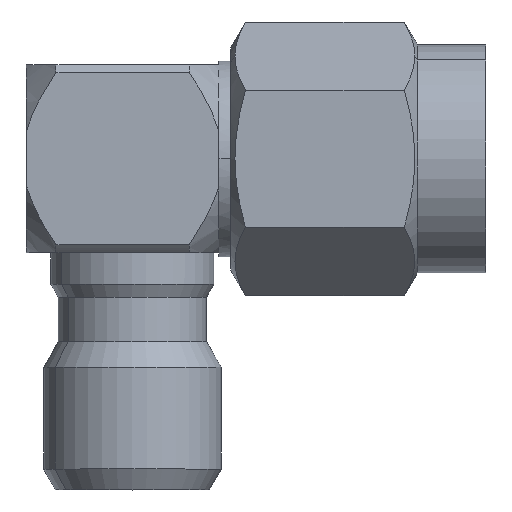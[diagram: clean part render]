
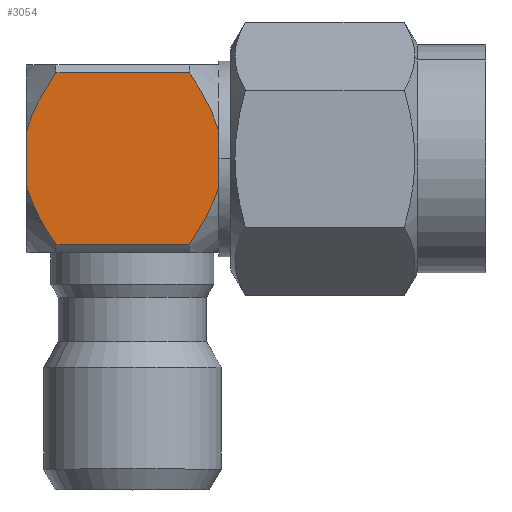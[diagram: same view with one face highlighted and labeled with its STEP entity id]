
A CAD part, top view. The second image highlights one B-rep face of the part: STEP entity #3054.
In plain terms, the highlighted face is planar.
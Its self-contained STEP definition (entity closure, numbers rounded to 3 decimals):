
#32 = CARTESIAN_POINT ( 'NONE',  ( 3.17, 2.905, -1. ) ) ;
#70 = CARTESIAN_POINT ( 'NONE',  ( 3.17, -2.28, -5.906 ) ) ;
#139 = CARTESIAN_POINT ( 'NONE',  ( 3.17, 3.3, 0. ) ) ;
#158 = CARTESIAN_POINT ( 'NONE',  ( 3.17, 2.905, -5.5 ) ) ;
#206 = DIRECTION ( 'NONE',  ( 1., 0., 0. ) ) ;
#223 = VERTEX_POINT ( 'NONE', #32 ) ;
#275 = AXIS2_PLACEMENT_3D ( 'NONE', #3474, #206, #1299 ) ;
#354 = CARTESIAN_POINT ( 'NONE',  ( 3.17, 2.905, -1. ) ) ;
#450 = CARTESIAN_POINT ( 'NONE',  ( 3.17, -2.905, -3.58 ) ) ;
#506 = EDGE_CURVE ( 'NONE', #3849, #2129, #1579, .T. ) ;
#599 = VECTOR ( 'NONE', #4604, 1000. ) ;
#604 = LINE ( 'NONE', #139, #1455 ) ;
#660 = EDGE_CURVE ( 'NONE', #2593, #1357, #1300, .T. ) ;
#707 = VERTEX_POINT ( 'NONE', #4386 ) ;
#711 = CARTESIAN_POINT ( 'NONE',  ( 3.17, -1.097, -0.05 ) ) ;
#727 = EDGE_CURVE ( 'NONE', #223, #707, #3086, .T. ) ;
#731 = CARTESIAN_POINT ( 'NONE',  ( 3.17, 2.597, -0.792 ) ) ;
#743 = DIRECTION ( 'NONE',  ( 0., 1., 0. ) ) ;
#836 = CARTESIAN_POINT ( 'NONE',  ( 3.17, 2.28, -0.594 ) ) ;
#1148 = EDGE_CURVE ( 'NONE', #3391, #1949, #3395, .T. ) ;
#1193 = ORIENTED_EDGE ( 'NONE', *, *, #506, .T. ) ;
#1264 = EDGE_CURVE ( 'NONE', #707, #3849, #604, .T. ) ;
#1299 = DIRECTION ( 'NONE',  ( 0., 0., -1. ) ) ;
#1300 = B_SPLINE_CURVE_WITH_KNOTS ( 'NONE', 3,
 ( #1834, #4372, #3668, #4359, #2943, #4032, #2500, #2175 ),
 .UNSPECIFIED., .F., .F.,
 ( 4, 2, 2, 4 ),
 ( 0.009, 0.01, 0.011, 0.012 ),
 .UNSPECIFIED. ) ;
#1357 = VERTEX_POINT ( 'NONE', #158 ) ;
#1455 = VECTOR ( 'NONE', #2256, 1000. ) ;
#1522 = CARTESIAN_POINT ( 'NONE',  ( 3.17, 3.17, -6.5 ) ) ;
#1579 = B_SPLINE_CURVE_WITH_KNOTS ( 'NONE', 3,
 ( #4280, #711, #4651, #3174, #4665, #3561, #2853, #2480 ),
 .UNSPECIFIED., .F., .F.,
 ( 4, 2, 2, 4 ),
 ( 0.009, 0.01, 0.011, 0.012 ),
 .UNSPECIFIED. ) ;
#1643 = CARTESIAN_POINT ( 'NONE',  ( 3.17, -2.905, -5.5 ) ) ;
#1649 = PLANE ( 'NONE',  #275 ) ;
#1834 = CARTESIAN_POINT ( 'NONE',  ( 3.17, 0.917, -6.5 ) ) ;
#1865 = CARTESIAN_POINT ( 'NONE',  ( 3.17, -2.597, -5.708 ) ) ;
#1949 = VERTEX_POINT ( 'NONE', #2118 ) ;
#2086 = ORIENTED_EDGE ( 'NONE', *, *, #3692, .T. ) ;
#2091 = ORIENTED_EDGE ( 'NONE', *, *, #660, .T. ) ;
#2106 = CARTESIAN_POINT ( 'NONE',  ( 3.17, -2.905, -1. ) ) ;
#2118 = CARTESIAN_POINT ( 'NONE',  ( 3.17, -0.917, -6.5 ) ) ;
#2129 = VERTEX_POINT ( 'NONE', #2106 ) ;
#2175 = CARTESIAN_POINT ( 'NONE',  ( 3.17, 2.905, -5.5 ) ) ;
#2230 = CARTESIAN_POINT ( 'NONE',  ( 3.17, -1.278, -6.4 ) ) ;
#2256 = DIRECTION ( 'NONE',  ( 0., -1., 0. ) ) ;
#2384 = LINE ( 'NONE', #2471, #599 ) ;
#2437 = EDGE_CURVE ( 'NONE', #2129, #3391, #4503, .T. ) ;
#2471 = CARTESIAN_POINT ( 'NONE',  ( 3.17, 2.905, -3.58 ) ) ;
#2480 = CARTESIAN_POINT ( 'NONE',  ( 3.17, -2.905, -1. ) ) ;
#2500 = CARTESIAN_POINT ( 'NONE',  ( 3.17, 2.598, -5.708 ) ) ;
#2581 = CARTESIAN_POINT ( 'NONE',  ( 3.17, -0.917, -6.5 ) ) ;
#2583 = DIRECTION ( 'NONE',  ( 0., 0., -1. ) ) ;
#2593 = VERTEX_POINT ( 'NONE', #2805 ) ;
#2617 = CARTESIAN_POINT ( 'NONE',  ( 3.17, 1.619, -0.248 ) ) ;
#2646 = CARTESIAN_POINT ( 'NONE',  ( 3.17, 1.278, -0.1 ) ) ;
#2805 = CARTESIAN_POINT ( 'NONE',  ( 3.17, 0.917, -6.5 ) ) ;
#2853 = CARTESIAN_POINT ( 'NONE',  ( 3.17, -2.598, -0.792 ) ) ;
#2918 = VECTOR ( 'NONE', #743, 1000. ) ;
#2943 = CARTESIAN_POINT ( 'NONE',  ( 3.17, 1.79, -6.162 ) ) ;
#3054 = ADVANCED_FACE ( 'NONE', ( #3319 ), #1649, .T. ) ;
#3086 = B_SPLINE_CURVE_WITH_KNOTS ( 'NONE', 3,
 ( #354, #731, #836, #2617, #2646, #4430 ),
 .UNSPECIFIED., .F., .F.,
 ( 4, 2, 4 ),
 ( 0.005, 0.006, 0.008 ),
 .UNSPECIFIED. ) ;
#3174 = CARTESIAN_POINT ( 'NONE',  ( 3.17, -1.622, -0.257 ) ) ;
#3319 = FACE_OUTER_BOUND ( 'NONE', #4541, .T. ) ;
#3391 = VERTEX_POINT ( 'NONE', #1643 ) ;
#3395 = B_SPLINE_CURVE_WITH_KNOTS ( 'NONE', 3,
 ( #3573, #1865, #70, #3992, #2230, #2581 ),
 .UNSPECIFIED., .F., .F.,
 ( 4, 2, 4 ),
 ( 0.005, 0.006, 0.008 ),
 .UNSPECIFIED. ) ;
#3461 = ORIENTED_EDGE ( 'NONE', *, *, #4356, .T. ) ;
#3474 = CARTESIAN_POINT ( 'NONE',  ( 3.17, 3.17, -6.5 ) ) ;
#3479 = CARTESIAN_POINT ( 'NONE',  ( 3.17, -0.917, 0. ) ) ;
#3561 = CARTESIAN_POINT ( 'NONE',  ( 3.17, -2.283, -0.597 ) ) ;
#3573 = CARTESIAN_POINT ( 'NONE',  ( 3.17, -2.905, -5.5 ) ) ;
#3633 = ORIENTED_EDGE ( 'NONE', *, *, #1264, .T. ) ;
#3637 = ORIENTED_EDGE ( 'NONE', *, *, #727, .T. ) ;
#3668 = CARTESIAN_POINT ( 'NONE',  ( 3.17, 1.275, -6.387 ) ) ;
#3692 = EDGE_CURVE ( 'NONE', #1357, #223, #2384, .T. ) ;
#3771 = ORIENTED_EDGE ( 'NONE', *, *, #1148, .T. ) ;
#3801 = ORIENTED_EDGE ( 'NONE', *, *, #2437, .T. ) ;
#3849 = VERTEX_POINT ( 'NONE', #3479 ) ;
#3992 = CARTESIAN_POINT ( 'NONE',  ( 3.17, -1.619, -6.252 ) ) ;
#3993 = LINE ( 'NONE', #1522, #2918 ) ;
#4032 = CARTESIAN_POINT ( 'NONE',  ( 3.17, 2.283, -5.903 ) ) ;
#4280 = CARTESIAN_POINT ( 'NONE',  ( 3.17, -0.917, 0. ) ) ;
#4349 = VECTOR ( 'NONE', #2583, 1000. ) ;
#4356 = EDGE_CURVE ( 'NONE', #1949, #2593, #3993, .T. ) ;
#4359 = CARTESIAN_POINT ( 'NONE',  ( 3.17, 1.622, -6.243 ) ) ;
#4372 = CARTESIAN_POINT ( 'NONE',  ( 3.17, 1.097, -6.45 ) ) ;
#4386 = CARTESIAN_POINT ( 'NONE',  ( 3.17, 0.917, 0. ) ) ;
#4430 = CARTESIAN_POINT ( 'NONE',  ( 3.17, 0.917, 0. ) ) ;
#4503 = LINE ( 'NONE', #450, #4349 ) ;
#4541 = EDGE_LOOP ( 'NONE', ( #1193, #3801, #3771, #3461, #2091, #2086, #3637, #3633 ) ) ;
#4604 = DIRECTION ( 'NONE',  ( 0., 0., 1. ) ) ;
#4651 = CARTESIAN_POINT ( 'NONE',  ( 3.17, -1.275, -0.113 ) ) ;
#4665 = CARTESIAN_POINT ( 'NONE',  ( 3.17, -1.79, -0.338 ) ) ;
